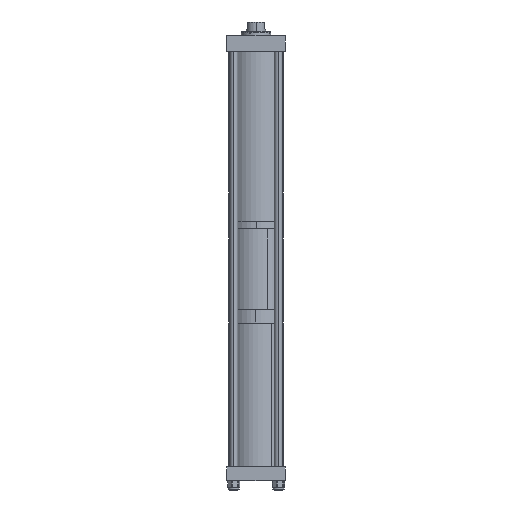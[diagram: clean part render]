
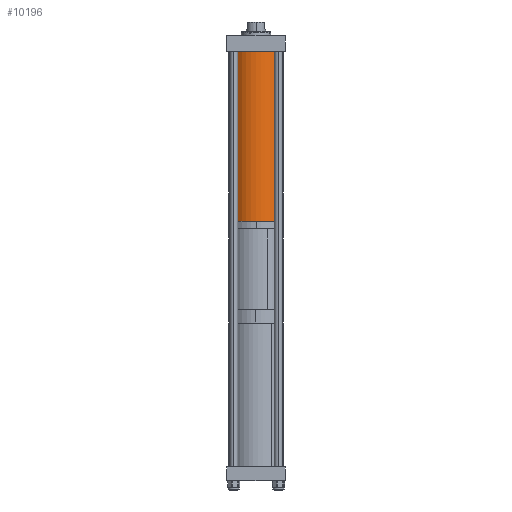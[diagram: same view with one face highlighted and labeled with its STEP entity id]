
A CAD part, left-side view. The second image highlights one B-rep face of the part: STEP entity #10196.
In plain terms, the highlighted cylindrical face has radius 88.9 mm (diameter 177.8 mm), a partial arc.
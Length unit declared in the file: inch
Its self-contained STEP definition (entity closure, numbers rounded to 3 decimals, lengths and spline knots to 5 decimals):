
#333 = LINE ( 'NONE', #5966, #5409 ) ;
#409 = CARTESIAN_POINT ( 'NONE',  ( -3.5, 0., 21.593 ) ) ;
#552 = AXIS2_PLACEMENT_3D ( 'NONE', #2791, #8340, #3612 ) ;
#766 = VERTEX_POINT ( 'NONE', #7831 ) ;
#1050 = VERTEX_POINT ( 'NONE', #5343 ) ;
#1224 = DIRECTION ( 'NONE',  ( 0., 0., -1. ) ) ;
#1266 = EDGE_LOOP ( 'NONE', ( #9764, #9849, #5902, #3048 ) ) ;
#1556 = AXIS2_PLACEMENT_3D ( 'NONE', #8471, #7693, #2920 ) ;
#2011 = DIRECTION ( 'NONE',  ( 0., 0., -1. ) ) ;
#2058 = CARTESIAN_POINT ( 'NONE',  ( 3.5, 0., 21.593 ) ) ;
#2791 = CARTESIAN_POINT ( 'NONE',  ( 0., 0., 21.593 ) ) ;
#2873 = CARTESIAN_POINT ( 'NONE',  ( 0., 0., 0. ) ) ;
#2920 = DIRECTION ( 'NONE',  ( -1., 0., 0. ) ) ;
#3039 = EDGE_CURVE ( 'NONE', #7095, #1050, #333, .T. ) ;
#3048 = ORIENTED_EDGE ( 'NONE', *, *, #8295, .F. ) ;
#3612 = DIRECTION ( 'NONE',  ( 1., 0., 0. ) ) ;
#3980 = CIRCLE ( 'NONE', #8468, 3.5 ) ;
#4154 = CARTESIAN_POINT ( 'NONE',  ( -3.5, 0., 21.593 ) ) ;
#4409 = FACE_OUTER_BOUND ( 'NONE', #1266, .T. ) ;
#4992 = CIRCLE ( 'NONE', #552, 3.5 ) ;
#5343 = CARTESIAN_POINT ( 'NONE',  ( 3.5, 0., 0. ) ) ;
#5409 = VECTOR ( 'NONE', #1224, 39.37008 ) ;
#5902 = ORIENTED_EDGE ( 'NONE', *, *, #6552, .T. ) ;
#5966 = CARTESIAN_POINT ( 'NONE',  ( 3.5, 0., 21.593 ) ) ;
#6247 = VERTEX_POINT ( 'NONE', #4154 ) ;
#6552 = EDGE_CURVE ( 'NONE', #1050, #766, #3980, .T. ) ;
#6902 = DIRECTION ( 'NONE',  ( 0., 0., 1. ) ) ;
#7095 = VERTEX_POINT ( 'NONE', #2058 ) ;
#7122 = VECTOR ( 'NONE', #2011, 39.37008 ) ;
#7479 = DIRECTION ( 'NONE',  ( 1., 0., 0. ) ) ;
#7693 = DIRECTION ( 'NONE',  ( 0., 0., -1. ) ) ;
#7831 = CARTESIAN_POINT ( 'NONE',  ( -3.5, 0., 0. ) ) ;
#8006 = EDGE_CURVE ( 'NONE', #7095, #6247, #4992, .T. ) ;
#8295 = EDGE_CURVE ( 'NONE', #6247, #766, #9112, .T. ) ;
#8340 = DIRECTION ( 'NONE',  ( 0., 0., 1. ) ) ;
#8468 = AXIS2_PLACEMENT_3D ( 'NONE', #2873, #6902, #7479 ) ;
#8471 = CARTESIAN_POINT ( 'NONE',  ( 0., 0., 21.593 ) ) ;
#9112 = LINE ( 'NONE', #409, #7122 ) ;
#9764 = ORIENTED_EDGE ( 'NONE', *, *, #8006, .F. ) ;
#9849 = ORIENTED_EDGE ( 'NONE', *, *, #3039, .T. ) ;
#10036 = CYLINDRICAL_SURFACE ( 'NONE', #1556, 3.5 ) ;
#10196 = ADVANCED_FACE ( 'NONE', ( #4409 ), #10036, .T. ) ;
